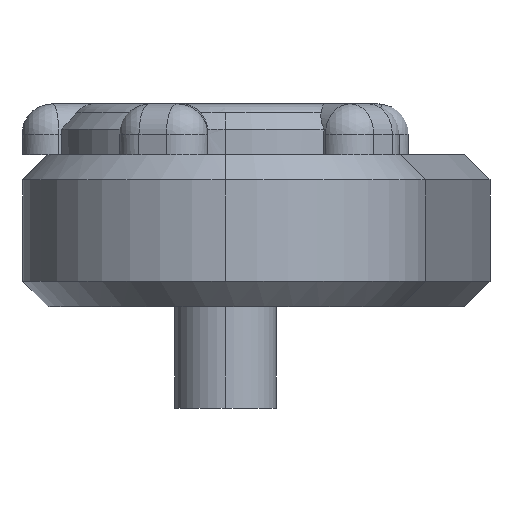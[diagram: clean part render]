
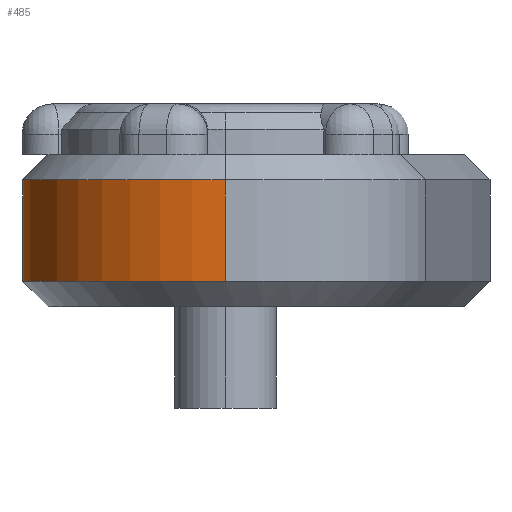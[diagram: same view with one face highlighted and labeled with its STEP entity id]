
A CAD part, left-side view. The second image highlights one B-rep face of the part: STEP entity #485.
In plain terms, the highlighted cylindrical face has radius 20 mm (diameter 40 mm), a partial arc.
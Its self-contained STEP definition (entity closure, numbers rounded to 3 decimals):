
#127 = ORIENTED_EDGE ( 'NONE', *, *, #2878, .T. ) ;
#217 = VERTEX_POINT ( 'NONE', #1788 ) ;
#222 = DIRECTION ( 'NONE',  ( 0., 0., -1. ) ) ;
#232 = CIRCLE ( 'NONE', #1983, 20. ) ;
#485 = ADVANCED_FACE ( 'NONE', ( #1982 ), #2687, .T. ) ;
#508 = EDGE_CURVE ( 'NONE', #1097, #1223, #759, .T. ) ;
#642 = ORIENTED_EDGE ( 'NONE', *, *, #2494, .F. ) ;
#714 = CARTESIAN_POINT ( 'NONE',  ( -83.825, 19.965, 5. ) ) ;
#759 = LINE ( 'NONE', #1224, #1865 ) ;
#886 = CARTESIAN_POINT ( 'NONE',  ( -83.825, 19.965, -5. ) ) ;
#950 = CIRCLE ( 'NONE', #1927, 20. ) ;
#983 = CARTESIAN_POINT ( 'NONE',  ( -85., 0., 7.5 ) ) ;
#1034 = DIRECTION ( 'NONE',  ( 1., 0., 0. ) ) ;
#1053 = VECTOR ( 'NONE', #2560, 1000. ) ;
#1097 = VERTEX_POINT ( 'NONE', #714 ) ;
#1099 = LINE ( 'NONE', #1570, #1053 ) ;
#1190 = ORIENTED_EDGE ( 'NONE', *, *, #2656, .T. ) ;
#1196 = DIRECTION ( 'NONE',  ( 0., 0., -1. ) ) ;
#1223 = VERTEX_POINT ( 'NONE', #886 ) ;
#1224 = CARTESIAN_POINT ( 'NONE',  ( -83.825, 19.965, 7.5 ) ) ;
#1570 = CARTESIAN_POINT ( 'NONE',  ( -105., 0., 7.5 ) ) ;
#1788 = CARTESIAN_POINT ( 'NONE',  ( -105., 0., -5. ) ) ;
#1865 = VECTOR ( 'NONE', #1965, 1000. ) ;
#1918 = CARTESIAN_POINT ( 'NONE',  ( -85., 0., 5. ) ) ;
#1927 = AXIS2_PLACEMENT_3D ( 'NONE', #1918, #1196, #2657 ) ;
#1965 = DIRECTION ( 'NONE',  ( 0., 0., -1. ) ) ;
#1982 = FACE_OUTER_BOUND ( 'NONE', #3118, .T. ) ;
#1983 = AXIS2_PLACEMENT_3D ( 'NONE', #2033, #2741, #1034 ) ;
#2033 = CARTESIAN_POINT ( 'NONE',  ( -85., 0., -5. ) ) ;
#2273 = CARTESIAN_POINT ( 'NONE',  ( -105., 0., 5. ) ) ;
#2333 = ORIENTED_EDGE ( 'NONE', *, *, #508, .T. ) ;
#2405 = VERTEX_POINT ( 'NONE', #2273 ) ;
#2494 = EDGE_CURVE ( 'NONE', #2405, #217, #1099, .T. ) ;
#2560 = DIRECTION ( 'NONE',  ( 0., 0., -1. ) ) ;
#2656 = EDGE_CURVE ( 'NONE', #2405, #1097, #950, .T. ) ;
#2657 = DIRECTION ( 'NONE',  ( 1., 0., 0. ) ) ;
#2687 = CYLINDRICAL_SURFACE ( 'NONE', #3092, 20. ) ;
#2703 = DIRECTION ( 'NONE',  ( -1., 0., 0. ) ) ;
#2741 = DIRECTION ( 'NONE',  ( 0., 0., 1. ) ) ;
#2878 = EDGE_CURVE ( 'NONE', #1223, #217, #232, .T. ) ;
#3092 = AXIS2_PLACEMENT_3D ( 'NONE', #983, #222, #2703 ) ;
#3118 = EDGE_LOOP ( 'NONE', ( #642, #1190, #2333, #127 ) ) ;
